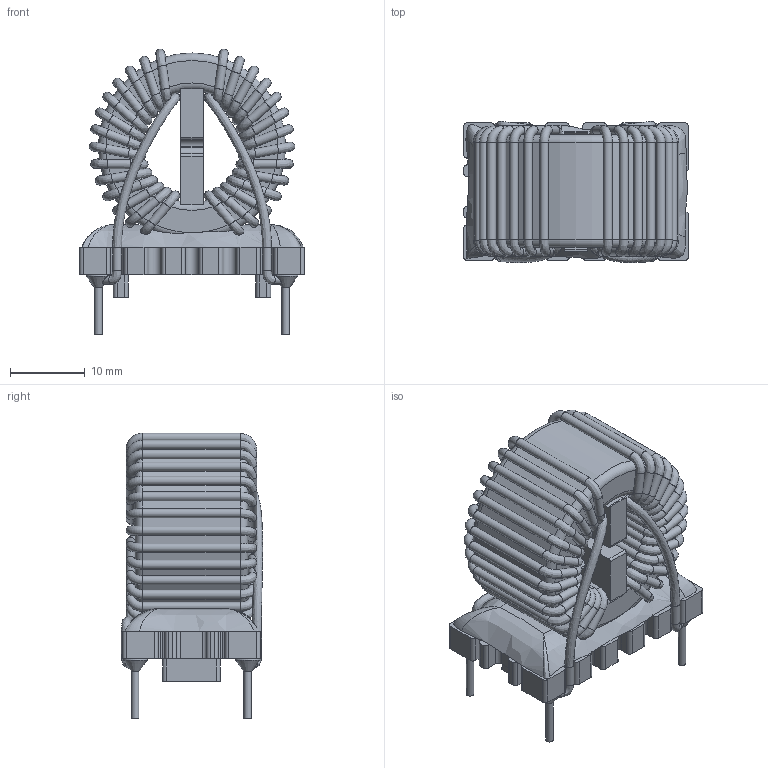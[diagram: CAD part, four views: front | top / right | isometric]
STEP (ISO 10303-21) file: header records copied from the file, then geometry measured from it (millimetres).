
FILE_DESCRIPTION(/* description */ ('Unknown'),/* implementation_level */ '2;1');
FILE_NAME(/* name */ '7448256033_XL',/* time_stamp */ '2023-06-13T14:06:22+02:00',/* author */ ('Unknown'),/* organization */ ('Unknown'),/* preprocessor_version */ 'ST-DEVELOPER v16.7',/* originating_system */ 'Solid Edge',/* authorisation */ 'Unknown');
FILE_SCHEMA (('AP203_CONFIGURATION_CONTROLLED_3D_DESIGN_OF_MECHANICAL_PARTS_AND_ASSEMBLIES_MIM_LF { 1 0 10303 203 3 1 4 }','AUTOMOTIVE_DESIGN {1 0 10303 214 3 1 1}'));
Length unit declared in the file: millimetre
Products named in the file (6): 7448256033_XL; 7448256033; Spacer; Glue; Solderpoint; Base
Assembly tree (5 placements, depth 2):
  7448256033_XL
    7448256033
    Spacer
    Glue
    Solderpoint
    Base
Bounding box: 30 x 18.85 x 38.1 mm (x, y, z)
Volume: 9611.8 mm3; surface area: 11232 mm2
Topology: 10 solids, 10 shells, 507 faces, 1243 edges, 745 vertices
Faces by surface type: cylinder 211, plane 132, bspline 87, torus 70, cone 7
Full cylindrical faces by diameter (mm): 1 x4, 1.2 x129, 15 x1, 25 x1
Entity records: 33306 total; most frequent: CARTESIAN_POINT 19891, DIRECTION 2074, ORIENTED_EDGE 1782, EDGE_CURVE 891, AXIS2_PLACEMENT_3D 858, EDGE_LOOP 804, FACE_BOUND 804, VERTEX_POINT 685
